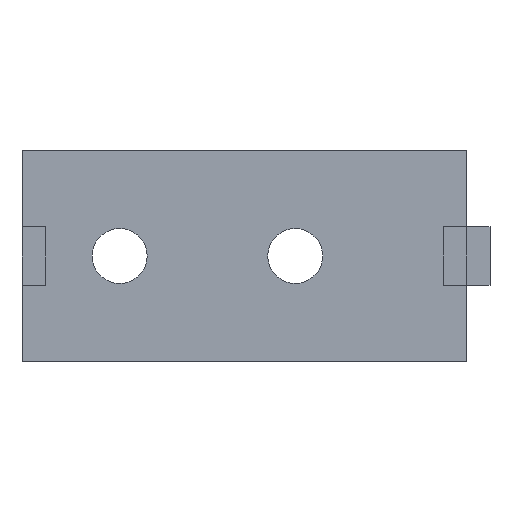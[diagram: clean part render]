
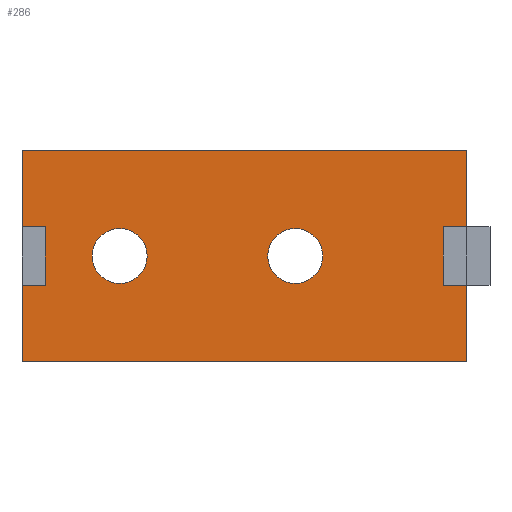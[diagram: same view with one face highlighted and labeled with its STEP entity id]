
A CAD part, left-side view. The second image highlights one B-rep face of the part: STEP entity #286.
In plain terms, the highlighted planar face has unit normal (-1, 0, 0).
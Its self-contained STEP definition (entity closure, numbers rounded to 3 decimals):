
#2 = VERTEX_POINT ( 'NONE', #83 ) ;
#9 = CARTESIAN_POINT ( 'NONE',  ( 0., 38., -9. ) ) ;
#13 = EDGE_CURVE ( 'NONE', #42, #2, #819, .T. ) ;
#21 = VECTOR ( 'NONE', #829, 1000. ) ;
#28 = CARTESIAN_POINT ( 'NONE',  ( 0., 32., 0. ) ) ;
#29 = CARTESIAN_POINT ( 'NONE',  ( 0., 14.65, 0. ) ) ;
#31 = VECTOR ( 'NONE', #177, 1000. ) ;
#40 = EDGE_CURVE ( 'NONE', #485, #560, #896, .T. ) ;
#42 = VERTEX_POINT ( 'NONE', #970 ) ;
#47 = CARTESIAN_POINT ( 'NONE',  ( 0., 2., 2.5 ) ) ;
#57 = LINE ( 'NONE', #153, #655 ) ;
#68 = CIRCLE ( 'NONE', #384, 2.35 ) ;
#76 = VECTOR ( 'NONE', #128, 1000. ) ;
#78 = CARTESIAN_POINT ( 'NONE',  ( 0., 0., -2.5 ) ) ;
#82 = EDGE_CURVE ( 'NONE', #967, #242, #468, .T. ) ;
#83 = CARTESIAN_POINT ( 'NONE',  ( 0., 36., -2.5 ) ) ;
#84 = EDGE_CURVE ( 'NONE', #560, #980, #148, .T. ) ;
#88 = FACE_OUTER_BOUND ( 'NONE', #206, .T. ) ;
#97 = CARTESIAN_POINT ( 'NONE',  ( 0., 38., 9. ) ) ;
#113 = CARTESIAN_POINT ( 'NONE',  ( 0., 38., 9. ) ) ;
#128 = DIRECTION ( 'NONE',  ( 0., 1., 0. ) ) ;
#129 = ORIENTED_EDGE ( 'NONE', *, *, #84, .T. ) ;
#146 = ORIENTED_EDGE ( 'NONE', *, *, #862, .F. ) ;
#148 = LINE ( 'NONE', #598, #816 ) ;
#153 = CARTESIAN_POINT ( 'NONE',  ( 0., 0., 2.5 ) ) ;
#160 = DIRECTION ( 'NONE',  ( 0., 0., -1. ) ) ;
#173 = VERTEX_POINT ( 'NONE', #604 ) ;
#176 = EDGE_CURVE ( 'NONE', #2, #315, #393, .T. ) ;
#177 = DIRECTION ( 'NONE',  ( 0., 0., -1. ) ) ;
#206 = EDGE_LOOP ( 'NONE', ( #787, #1054, #696, #740, #630, #215, #129, #733, #660, #343, #380, #911 ) ) ;
#215 = ORIENTED_EDGE ( 'NONE', *, *, #40, .T. ) ;
#239 = DIRECTION ( 'NONE',  ( -1., 0., 0. ) ) ;
#242 = VERTEX_POINT ( 'NONE', #259 ) ;
#248 = PLANE ( 'NONE',  #853 ) ;
#256 = CARTESIAN_POINT ( 'NONE',  ( 0., 36., -2.5 ) ) ;
#259 = CARTESIAN_POINT ( 'NONE',  ( 0., 17., 0. ) ) ;
#286 = ADVANCED_FACE ( 'NONE', ( #1077, #437, #88 ), #248, .F. ) ;
#288 = CIRCLE ( 'NONE', #904, 2.35 ) ;
#289 = EDGE_CURVE ( 'NONE', #315, #1036, #1088, .T. ) ;
#300 = DIRECTION ( 'NONE',  ( 0., 0., -1. ) ) ;
#315 = VERTEX_POINT ( 'NONE', #354 ) ;
#331 = VERTEX_POINT ( 'NONE', #453 ) ;
#342 = VERTEX_POINT ( 'NONE', #97 ) ;
#343 = ORIENTED_EDGE ( 'NONE', *, *, #1056, .F. ) ;
#344 = CARTESIAN_POINT ( 'NONE',  ( 0., 29.65, 0. ) ) ;
#350 = EDGE_CURVE ( 'NONE', #331, #976, #822, .T. ) ;
#351 = CARTESIAN_POINT ( 'NONE',  ( 0., 38., 9. ) ) ;
#354 = CARTESIAN_POINT ( 'NONE',  ( 0., 38., -2.5 ) ) ;
#355 = ORIENTED_EDGE ( 'NONE', *, *, #539, .F. ) ;
#359 = VECTOR ( 'NONE', #723, 1000. ) ;
#365 = DIRECTION ( 'NONE',  ( -1., 0., 0. ) ) ;
#377 = DIRECTION ( 'NONE',  ( 0., -1., 0. ) ) ;
#380 = ORIENTED_EDGE ( 'NONE', *, *, #1170, .T. ) ;
#384 = AXIS2_PLACEMENT_3D ( 'NONE', #831, #365, #1123 ) ;
#393 = LINE ( 'NONE', #579, #450 ) ;
#403 = CARTESIAN_POINT ( 'NONE',  ( 0., 36., 2.5 ) ) ;
#422 = CARTESIAN_POINT ( 'NONE',  ( 0., 38., -9. ) ) ;
#425 = VECTOR ( 'NONE', #1107, 1000. ) ;
#437 = FACE_BOUND ( 'NONE', #1078, .T. ) ;
#450 = VECTOR ( 'NONE', #674, 1000. ) ;
#453 = CARTESIAN_POINT ( 'NONE',  ( 0., 0., 9. ) ) ;
#459 = VECTOR ( 'NONE', #377, 1000. ) ;
#468 = CIRCLE ( 'NONE', #1145, 2.35 ) ;
#473 = LINE ( 'NONE', #647, #425 ) ;
#485 = VERTEX_POINT ( 'NONE', #726 ) ;
#532 = EDGE_LOOP ( 'NONE', ( #891, #146 ) ) ;
#539 = EDGE_CURVE ( 'NONE', #242, #967, #68, .T. ) ;
#556 = LINE ( 'NONE', #9, #459 ) ;
#560 = VERTEX_POINT ( 'NONE', #738 ) ;
#579 = CARTESIAN_POINT ( 'NONE',  ( 0., 36., -2.5 ) ) ;
#580 = VERTEX_POINT ( 'NONE', #1085 ) ;
#587 = DIRECTION ( 'NONE',  ( 0., 0., 1. ) ) ;
#598 = CARTESIAN_POINT ( 'NONE',  ( 0., 2., -2.5 ) ) ;
#603 = CARTESIAN_POINT ( 'NONE',  ( 0., 0., -9. ) ) ;
#604 = CARTESIAN_POINT ( 'NONE',  ( 0., 38., 2.5 ) ) ;
#629 = EDGE_CURVE ( 'NONE', #780, #580, #672, .T. ) ;
#630 = ORIENTED_EDGE ( 'NONE', *, *, #749, .F. ) ;
#647 = CARTESIAN_POINT ( 'NONE',  ( 0., 38., 9. ) ) ;
#655 = VECTOR ( 'NONE', #799, 1000. ) ;
#660 = ORIENTED_EDGE ( 'NONE', *, *, #350, .F. ) ;
#667 = CARTESIAN_POINT ( 'NONE',  ( 0., 0., 9. ) ) ;
#672 = CIRCLE ( 'NONE', #1003, 2.35 ) ;
#674 = DIRECTION ( 'NONE',  ( 0., 1., 0. ) ) ;
#696 = ORIENTED_EDGE ( 'NONE', *, *, #289, .T. ) ;
#697 = CARTESIAN_POINT ( 'NONE',  ( 0., 0., 2.5 ) ) ;
#705 = CARTESIAN_POINT ( 'NONE',  ( 0., 12.3, 0. ) ) ;
#723 = DIRECTION ( 'NONE',  ( 0., 0., -1. ) ) ;
#726 = CARTESIAN_POINT ( 'NONE',  ( 0., 0., -2.5 ) ) ;
#733 = ORIENTED_EDGE ( 'NONE', *, *, #881, .T. ) ;
#738 = CARTESIAN_POINT ( 'NONE',  ( 0., 2., -2.5 ) ) ;
#740 = ORIENTED_EDGE ( 'NONE', *, *, #1144, .T. ) ;
#749 = EDGE_CURVE ( 'NONE', #485, #877, #868, .T. ) ;
#758 = DIRECTION ( 'NONE',  ( 0., 0., 1. ) ) ;
#780 = VERTEX_POINT ( 'NONE', #28 ) ;
#787 = ORIENTED_EDGE ( 'NONE', *, *, #13, .T. ) ;
#799 = DIRECTION ( 'NONE',  ( 0., -1., 0. ) ) ;
#816 = VECTOR ( 'NONE', #587, 1000. ) ;
#819 = LINE ( 'NONE', #256, #31 ) ;
#822 = LINE ( 'NONE', #1103, #21 ) ;
#828 = LINE ( 'NONE', #113, #359 ) ;
#829 = DIRECTION ( 'NONE',  ( 0., 0., -1. ) ) ;
#831 = CARTESIAN_POINT ( 'NONE',  ( 0., 14.65, 0. ) ) ;
#838 = EDGE_CURVE ( 'NONE', #173, #42, #1146, .T. ) ;
#847 = VECTOR ( 'NONE', #934, 1000. ) ;
#853 = AXIS2_PLACEMENT_3D ( 'NONE', #894, #985, #1173 ) ;
#862 = EDGE_CURVE ( 'NONE', #580, #780, #288, .T. ) ;
#868 = LINE ( 'NONE', #667, #923 ) ;
#877 = VERTEX_POINT ( 'NONE', #603 ) ;
#878 = ORIENTED_EDGE ( 'NONE', *, *, #82, .F. ) ;
#881 = EDGE_CURVE ( 'NONE', #980, #976, #57, .T. ) ;
#889 = DIRECTION ( 'NONE',  ( 0., 0., 1. ) ) ;
#891 = ORIENTED_EDGE ( 'NONE', *, *, #629, .F. ) ;
#894 = CARTESIAN_POINT ( 'NONE',  ( 0., 38., 9. ) ) ;
#896 = LINE ( 'NONE', #78, #76 ) ;
#904 = AXIS2_PLACEMENT_3D ( 'NONE', #978, #239, #889 ) ;
#911 = ORIENTED_EDGE ( 'NONE', *, *, #838, .T. ) ;
#923 = VECTOR ( 'NONE', #300, 1000. ) ;
#928 = DIRECTION ( 'NONE',  ( 0., 0., 1. ) ) ;
#934 = DIRECTION ( 'NONE',  ( 0., -1., 0. ) ) ;
#967 = VERTEX_POINT ( 'NONE', #705 ) ;
#970 = CARTESIAN_POINT ( 'NONE',  ( 0., 36., 2.5 ) ) ;
#976 = VERTEX_POINT ( 'NONE', #697 ) ;
#978 = CARTESIAN_POINT ( 'NONE',  ( 0., 29.65, 0. ) ) ;
#980 = VERTEX_POINT ( 'NONE', #47 ) ;
#985 = DIRECTION ( 'NONE',  ( 1., 0., 0. ) ) ;
#1003 = AXIS2_PLACEMENT_3D ( 'NONE', #344, #1176, #928 ) ;
#1011 = VECTOR ( 'NONE', #160, 1000. ) ;
#1036 = VERTEX_POINT ( 'NONE', #422 ) ;
#1054 = ORIENTED_EDGE ( 'NONE', *, *, #176, .T. ) ;
#1056 = EDGE_CURVE ( 'NONE', #342, #331, #473, .T. ) ;
#1077 = FACE_BOUND ( 'NONE', #532, .T. ) ;
#1078 = EDGE_LOOP ( 'NONE', ( #355, #878 ) ) ;
#1085 = CARTESIAN_POINT ( 'NONE',  ( 0., 27.3, 0. ) ) ;
#1088 = LINE ( 'NONE', #351, #1011 ) ;
#1103 = CARTESIAN_POINT ( 'NONE',  ( 0., 0., 9. ) ) ;
#1107 = DIRECTION ( 'NONE',  ( 0., -1., 0. ) ) ;
#1123 = DIRECTION ( 'NONE',  ( 0., 0., 1. ) ) ;
#1133 = DIRECTION ( 'NONE',  ( -1., 0., 0. ) ) ;
#1144 = EDGE_CURVE ( 'NONE', #1036, #877, #556, .T. ) ;
#1145 = AXIS2_PLACEMENT_3D ( 'NONE', #29, #1133, #758 ) ;
#1146 = LINE ( 'NONE', #403, #847 ) ;
#1170 = EDGE_CURVE ( 'NONE', #342, #173, #828, .T. ) ;
#1173 = DIRECTION ( 'NONE',  ( 0., 1., 0. ) ) ;
#1176 = DIRECTION ( 'NONE',  ( -1., 0., 0. ) ) ;
